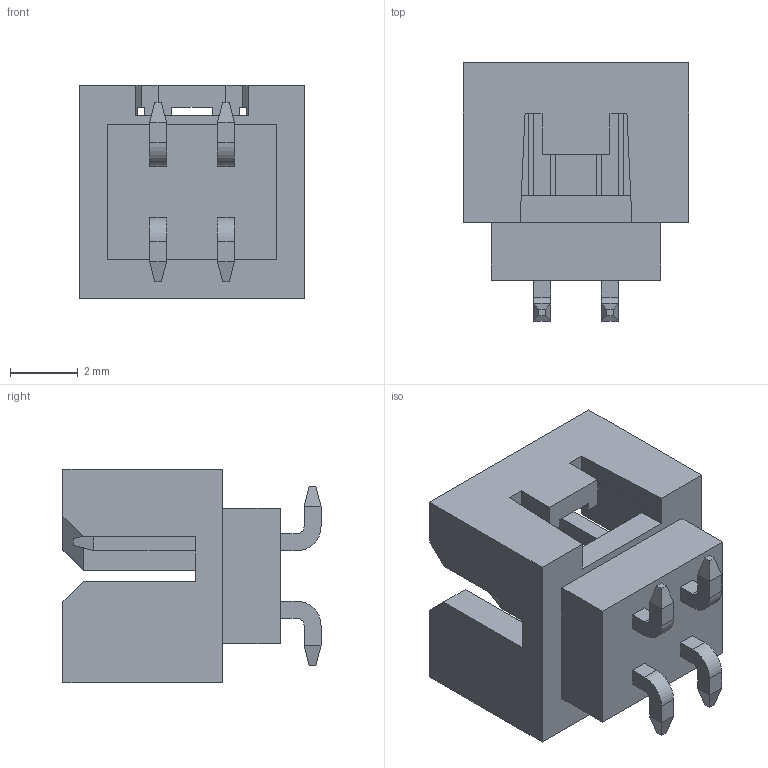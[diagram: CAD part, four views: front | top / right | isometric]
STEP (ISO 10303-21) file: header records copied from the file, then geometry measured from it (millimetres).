
FILE_DESCRIPTION((''),'2;1');
FILE_NAME('878320411','2019-04-10T',('gga'),(''),'PRO/ENGINEER BY PARAMETRIC TECHNOLOGY CORPORATION, 2016010','PRO/ENGINEER BY PARAMETRIC TECHNOLOGY CORPORATION, 2016010','');
FILE_SCHEMA(('CONFIG_CONTROL_DESIGN'));
Length unit declared in the file: millimetre
Products named in the file (1): 878320411
Bounding box: 6.65 x 7.6 x 6.3 mm (x, y, z)
Volume: 128 mm3; surface area: 343.6 mm2
Topology: 1 solids, 1 shells, 153 faces, 408 edges, 264 vertices
Faces by surface type: plane 145, cylinder 8
Entity records: 4653 total; most frequent: CARTESIAN_POINT 810, ORIENTED_EDGE 784, DIRECTION 732, VECTOR 392, LINE 392, EDGE_CURVE 392, VERTEX_POINT 248, AXIS2_PLACEMENT_3D 170
